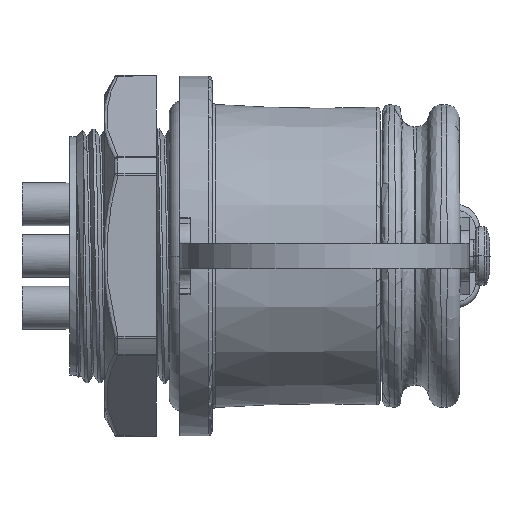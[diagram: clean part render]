
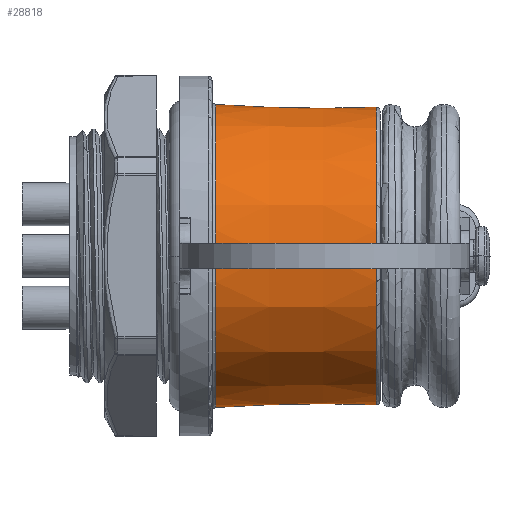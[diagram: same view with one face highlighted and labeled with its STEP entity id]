
A CAD part, front view. The second image highlights one B-rep face of the part: STEP entity #28818.
In plain terms, the highlighted conical face has half-angle 1 degrees and reference radius 11.614 mm.
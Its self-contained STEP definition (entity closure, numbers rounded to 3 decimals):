
#9470=CARTESIAN_POINT('',(0.295,10.861,4.409));
#9471=CARTESIAN_POINT('',(1.673,10.844,4.385));
#9472=CARTESIAN_POINT('',(4.429,10.812,4.338));
#9473=CARTESIAN_POINT('',(8.566,10.762,4.266));
#9474=CARTESIAN_POINT('',(11.325,10.729,4.219));
#9475=CARTESIAN_POINT('',(12.705,10.713,4.195));
#9477=CARTESIAN_POINT('',(12.705,10.713,-4.195));
#9478=CARTESIAN_POINT('',(11.325,10.729,-4.219));
#9479=CARTESIAN_POINT('',(8.566,10.762,-4.266));
#9480=CARTESIAN_POINT('',(4.429,10.812,-4.338));
#9481=CARTESIAN_POINT('',(1.673,10.845,-4.385));
#9482=CARTESIAN_POINT('',(0.295,10.861,
-4.409));
#9531=CARTESIAN_POINT('',(12.705,10.713,-4.195));
#9533=CARTESIAN_POINT('',(12.705,0.,0.));
#9534=DIRECTION('',(-1.,0.,0.));
#9535=DIRECTION('',(0.,0.931,-0.365));
#9536=AXIS2_PLACEMENT_3D('',#9533,#9534,#9535);
#9538=CARTESIAN_POINT('',(12.705,0.,0.));
#9539=DIRECTION('',(-1.,0.,0.));
#9540=DIRECTION('',(0.,-1.,0.));
#9541=AXIS2_PLACEMENT_3D('',#9538,#9539,#9540);
#9543=CARTESIAN_POINT('',(12.705,0.,0.));
#9544=DIRECTION('',(-1.,0.,0.));
#9545=DIRECTION('',(0.,-1.,0.001));
#9546=AXIS2_PLACEMENT_3D('',#9543,#9544,#9545);
#9617=CARTESIAN_POINT('',(0.295,0.,0.));
#9618=DIRECTION('',(1.,0.,0.));
#9619=DIRECTION('',(0.,0.927,0.376));
#9620=AXIS2_PLACEMENT_3D('',#9617,#9618,#9619);
#9622=CARTESIAN_POINT('',(0.295,0.,0.));
#9623=DIRECTION('',(1.,0.,0.));
#9624=DIRECTION('',(0.,-1.,0.001));
#9625=AXIS2_PLACEMENT_3D('',#9622,#9623,#9624);
#9627=CARTESIAN_POINT('',(0.295,0.,0.));
#9628=DIRECTION('',(1.,0.,0.));
#9629=DIRECTION('',(0.,-1.,0.));
#9630=AXIS2_PLACEMENT_3D('',#9627,#9628,#9629);
#11110=VERTEX_POINT('',#9531);
#11111=VERTEX_POINT('',#9470);
#11112=VERTEX_POINT('',#9475);
#11113=VERTEX_POINT('',#9482);
#11377=CARTESIAN_POINT('',(0.295,-11.722,
0.013));
#11378=VERTEX_POINT('',#11377);
#11379=CARTESIAN_POINT('',(0.295,-11.722,0.));
#11380=VERTEX_POINT('',#11379);
#11640=CARTESIAN_POINT('',(12.705,-11.505,0.));
#11641=VERTEX_POINT('',#11640);
#11642=CARTESIAN_POINT('',(12.705,-11.505,
0.013));
#11643=VERTEX_POINT('',#11642);
#28796=CARTESIAN_POINT('',(6.5,0.,0.));
#28797=DIRECTION('',(-1.,0.,0.));
#28798=DIRECTION('',(0.,1.,0.));
#28799=AXIS2_PLACEMENT_3D('',#28796,#28797,#28798);
#28800=CONICAL_SURFACE('',#28799,11.613,1.);
#28802=ORIENTED_EDGE('',*,*,#28801,.T.);
#28804=ORIENTED_EDGE('',*,*,#28803,.F.);
#28806=ORIENTED_EDGE('',*,*,#28805,.F.);
#28808=ORIENTED_EDGE('',*,*,#28807,.F.);
#28809=ORIENTED_EDGE('',*,*,#28779,.T.);
#28811=ORIENTED_EDGE('',*,*,#28810,.F.);
#28813=ORIENTED_EDGE('',*,*,#28812,.F.);
#28815=ORIENTED_EDGE('',*,*,#28814,.F.);
#28816=EDGE_LOOP('',(#28802,#28804,#28806,#28808,#28809,#28811,#28813,#28815));
#28817=FACE_OUTER_BOUND('',#28816,.F.);
#28818=ADVANCED_FACE('',(#28817),#28800,.T.);
#9476=B_SPLINE_CURVE_WITH_KNOTS('',3,(#9470,#9471,#9472,#9473,#9474,#9475),
.UNSPECIFIED.,.F.,.F.,(4,1,1,4),(0.,0.333,0.667,1.),
.UNSPECIFIED.);
#9483=B_SPLINE_CURVE_WITH_KNOTS('',3,(#9477,#9478,#9479,#9480,#9481,#9482),
.UNSPECIFIED.,.F.,.F.,(4,1,1,4),(0.,0.333,0.667,1.),
.UNSPECIFIED.);
#9537=CIRCLE('',#9536,11.505);
#9542=CIRCLE('',#9541,11.505);
#9547=CIRCLE('',#9546,11.505);
#9621=CIRCLE('',#9620,11.722);
#9626=CIRCLE('',#9625,11.722);
#9631=CIRCLE('',#9630,11.722);
#28779=EDGE_CURVE('',#11110,#11113,#9483,.T.);
#28801=EDGE_CURVE('',#11111,#11112,#9476,.T.);
#28803=EDGE_CURVE('',#11643,#11112,#9547,.T.);
#28805=EDGE_CURVE('',#11641,#11643,#9542,.T.);
#28807=EDGE_CURVE('',#11110,#11641,#9537,.T.);
#28810=EDGE_CURVE('',#11380,#11113,#9631,.T.);
#28812=EDGE_CURVE('',#11378,#11380,#9626,.T.);
#28814=EDGE_CURVE('',#11111,#11378,#9621,.T.);
